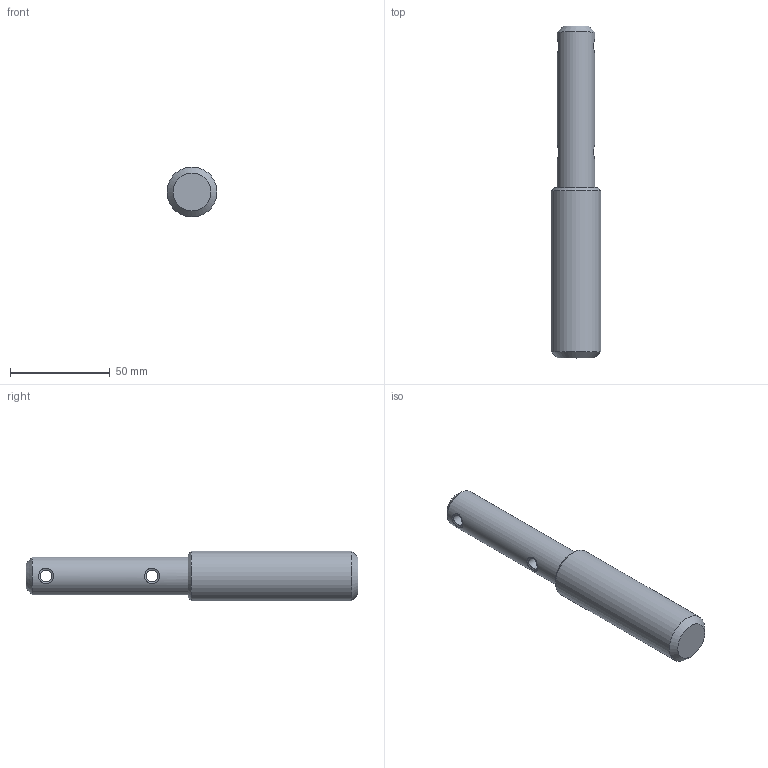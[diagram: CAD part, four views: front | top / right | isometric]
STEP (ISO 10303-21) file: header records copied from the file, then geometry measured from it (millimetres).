
FILE_DESCRIPTION(('FreeCAD Model'),'2;1');
FILE_NAME('Open CASCADE Shape Model','2025-05-02T02:27:18',('FreeCAD'),( 'FreeCAD'),'Open CASCADE STEP processor 7.6','FreeCAD','Unknown');
FILE_SCHEMA(('AUTOMOTIVE_DESIGN { 1 0 10303 214 1 1 1 1 }'));
Length unit declared in the file: millimetre
Products named in the file (1): Open CASCADE STEP translator 7.6 1
Bounding box: 25 x 166 x 25 mm (x, y, z)
Volume: 62957.6 mm3; surface area: 12699.7 mm2
Topology: 1 solids, 1 shells, 14 faces, 26 edges, 15 vertices
Faces by surface type: cylinder 4, bspline 4, plane 3, cone 3
Full cylindrical faces by diameter (mm): 6 x2, 19 x1, 25 x1
Entity records: 736 total; most frequent: CARTESIAN_POINT 483, ORIENTED_EDGE 52, DIRECTION 36, EDGE_CURVE 26, FACE_BOUND 19, EDGE_LOOP 19, B_SPLINE_CURVE_WITH_KNOTS 19, AXIS2_PLACEMENT_3D 18
